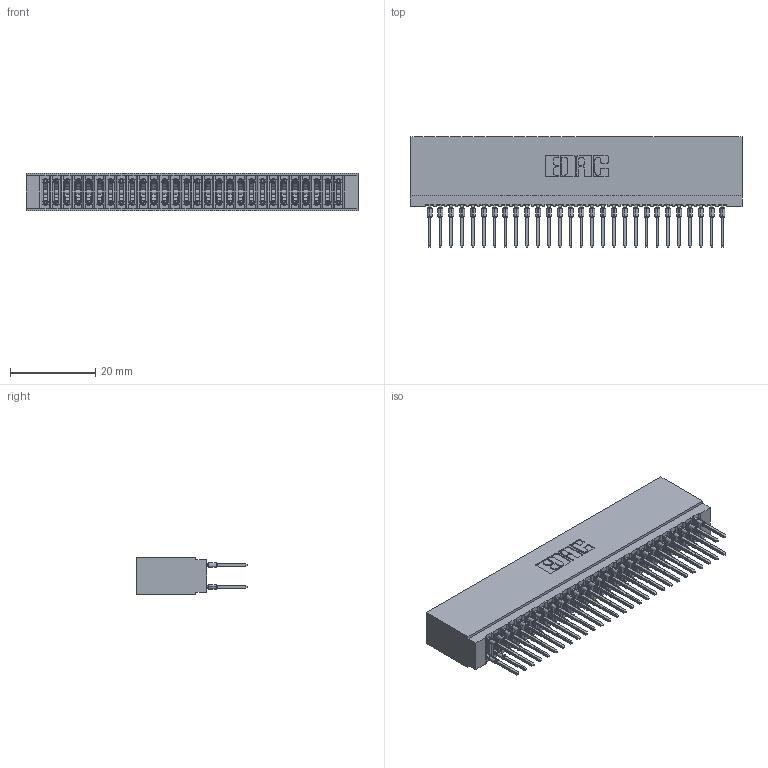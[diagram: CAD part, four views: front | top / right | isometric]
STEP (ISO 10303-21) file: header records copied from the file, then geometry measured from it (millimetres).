
FILE_DESCRIPTION (( 'STEP AP203' ), '1' );
FILE_NAME ('745-056-522-201.STEP', '2026-02-26T18:38:24', ( '' ), ( '' ), 'SwSTEP 2.0', 'SolidWorks 2023', '' );
FILE_SCHEMA (( 'CONFIG_CONTROL_DESIGN' ));
Length unit declared in the file: millimetre
Products named in the file (3): 745-056-522-201; 745-292-001_522; 745 Part_Insulator Option - 01
Assembly tree (57 placements, depth 2):
  745-056-522-201
    745 Part_Insulator Option - 01
    745-292-001_522  x56
Bounding box: 77.72 x 25.92 x 8.89 mm (x, y, z)
Volume: 7144 mm3; surface area: 14392.3 mm2
Topology: 57 solids, 57 shells, 5107 faces, 13726 edges, 8628 vertices
Faces by surface type: plane 2631, bspline 1120, cylinder 1020, torus 336
Entity records: 49050 total; most frequent: CARTESIAN_POINT 9015, ORIENTED_EDGE 8422, DIRECTION 7369, EDGE_CURVE 4211, VECTOR 3861, LINE 3861, VERTEX_POINT 2688, AXIS2_PLACEMENT_3D 1754
